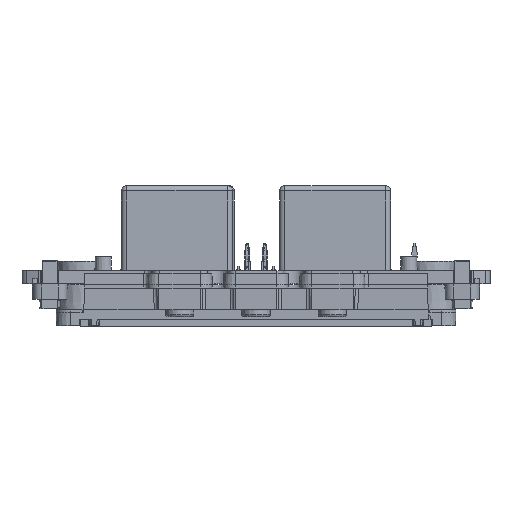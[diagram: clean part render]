
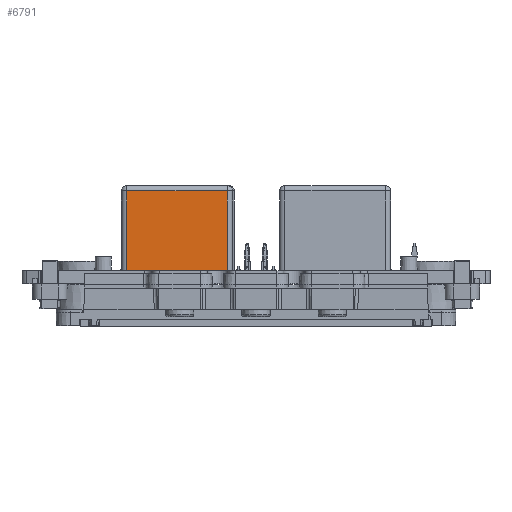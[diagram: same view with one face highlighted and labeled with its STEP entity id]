
A CAD part, front view. The second image highlights one B-rep face of the part: STEP entity #6791.
In plain terms, the highlighted planar face has unit normal (0, -1, 0).
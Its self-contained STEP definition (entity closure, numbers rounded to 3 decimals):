
#6791 = ADVANCED_FACE( '', ( #16143 ), #16144, .T. );
#16143 = FACE_OUTER_BOUND( '', #28203, .T. );
#16144 = PLANE( '', #28204 );
#28203 = EDGE_LOOP( '', ( #50086, #50087, #50088, #50089 ) );
#28204 = AXIS2_PLACEMENT_3D( '', #50090, #50091, #50092 );
#50086 = ORIENTED_EDGE( '', *, *, #78849, .T. );
#50087 = ORIENTED_EDGE( '', *, *, #78850, .T. );
#50088 = ORIENTED_EDGE( '', *, *, #75101, .T. );
#50089 = ORIENTED_EDGE( '', *, *, #78851, .T. );
#50090 = CARTESIAN_POINT( '', ( -42.5, -68.45, 14. ) );
#50091 = DIRECTION( '', ( 0., -1., 0. ) );
#50092 = DIRECTION( '', ( 0., 0., 1. ) );
#75101 = EDGE_CURVE( '', #92365, #92362, #92366, .T. );
#78849 = EDGE_CURVE( '', #98235, #98236, #98237, .T. );
#78850 = EDGE_CURVE( '', #98236, #92365, #98238, .T. );
#78851 = EDGE_CURVE( '', #92362, #98235, #98239, .T. );
#92362 = VERTEX_POINT( '', #116527 );
#92365 = VERTEX_POINT( '', #116530 );
#92366 = LINE( '', #116531, #116532 );
#98235 = VERTEX_POINT( '', #125372 );
#98236 = VERTEX_POINT( '', #125373 );
#98237 = LINE( '', #125374, #125375 );
#98238 = LINE( '', #125376, #125377 );
#98239 = LINE( '', #125378, #125379 );
#116527 = CARTESIAN_POINT( '', ( -41.25, -68.45, 37. ) );
#116530 = CARTESIAN_POINT( '', ( -12.25, -68.45, 37. ) );
#116531 = CARTESIAN_POINT( '', ( -42.5, -68.45, 37. ) );
#116532 = VECTOR( '', #140990, 1000. );
#125372 = CARTESIAN_POINT( '', ( -41.25, -68.45, 14. ) );
#125373 = CARTESIAN_POINT( '', ( -12.25, -68.45, 14. ) );
#125374 = CARTESIAN_POINT( '', ( -42.5, -68.45, 14. ) );
#125375 = VECTOR( '', #145254, 1000. );
#125376 = CARTESIAN_POINT( '', ( -12.25, -68.45, 38. ) );
#125377 = VECTOR( '', #145255, 1000. );
#125378 = CARTESIAN_POINT( '', ( -41.25, -68.45, 14. ) );
#125379 = VECTOR( '', #145256, 1000. );
#140990 = DIRECTION( '', ( -1., 0., 0. ) );
#145254 = DIRECTION( '', ( 1., 0., 0. ) );
#145255 = DIRECTION( '', ( 0., 0., 1. ) );
#145256 = DIRECTION( '', ( 0., 0., -1. ) );
